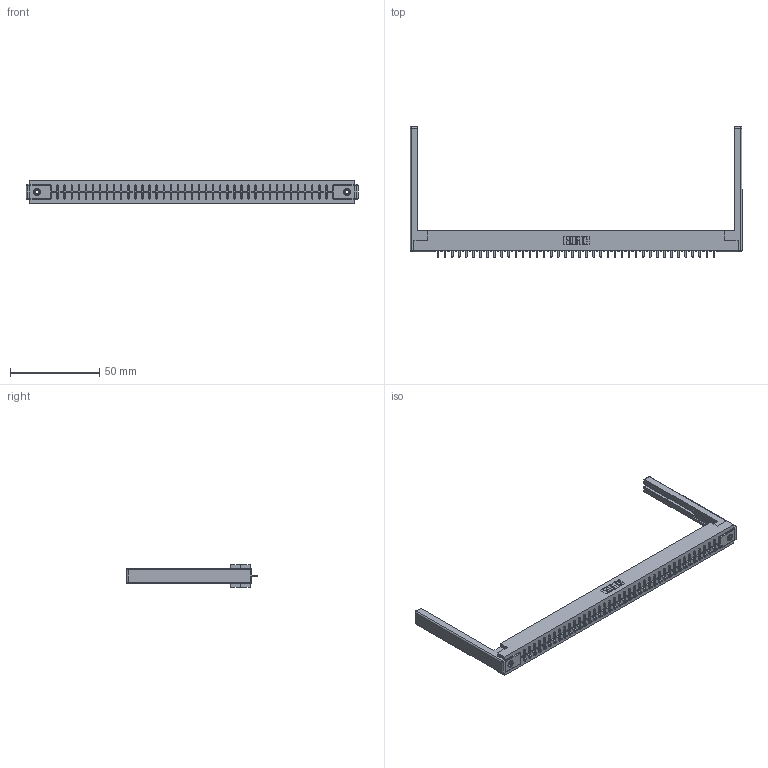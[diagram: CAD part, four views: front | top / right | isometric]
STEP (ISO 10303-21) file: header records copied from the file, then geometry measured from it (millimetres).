
FILE_DESCRIPTION (( 'STEP AP203' ), '1' );
FILE_NAME ('316-040-421-168.STEP', '2020-09-23T06:53:44', ( '' ), ( '' ), 'SwSTEP 2.0', 'SolidWorks 2020', '' );
FILE_SCHEMA (( 'CONFIG_CONTROL_DESIGN' ));
Length unit declared in the file: inch
Products named in the file (5): 307-220-068; 306-290-001_121; 306 Part_.156 Dia; 316-040-421-168; 345-250-001_345-250-001-102
Assembly tree (45 placements, depth 2):
  316-040-421-168
    306 Part_.156 Dia
    306-290-001_121  x40
    345-250-001_345-250-001-102  x2
    307-220-068  x2
Bounding box: 185.93 x 73.18 x 12.7 mm (x, y, z)
Volume: 24861.4 mm3; surface area: 24774.9 mm2
Topology: 45 solids, 45 shells, 3070 faces, 8586 edges, 5488 vertices
Faces by surface type: plane 2036, cylinder 850, sphere 168, cone 12, torus 4
Entity records: 40276 total; most frequent: CARTESIAN_POINT 6728, ORIENTED_EDGE 6662, DIRECTION 6647, EDGE_CURVE 3331, VECTOR 2601, LINE 2601, VERTEX_POINT 2104, AXIS2_PLACEMENT_3D 2023
